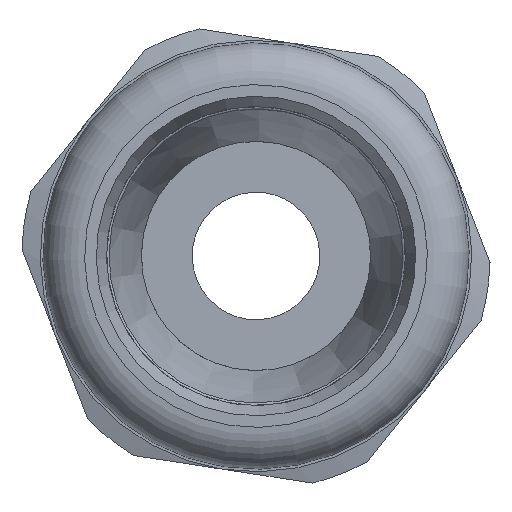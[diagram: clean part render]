
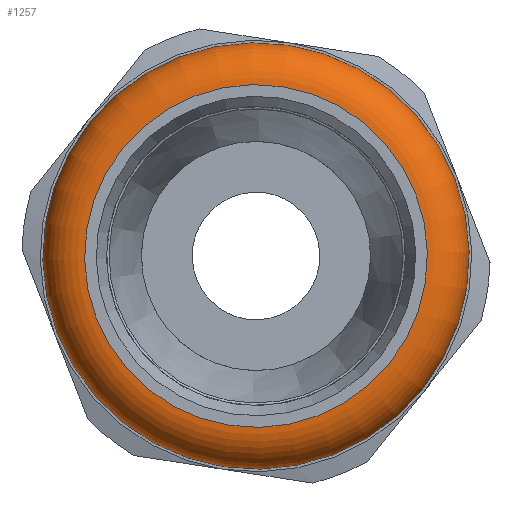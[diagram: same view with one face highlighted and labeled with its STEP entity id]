
A CAD part, left-side view. The second image highlights one B-rep face of the part: STEP entity #1257.
In plain terms, the highlighted toroidal (fillet/blend) face has major radius 14.295 mm and minor radius 3.49 mm.
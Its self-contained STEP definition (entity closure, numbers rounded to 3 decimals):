
#43=TOROIDAL_SURFACE('',#1430,14.295,3.49);
#214=FACE_BOUND('',#382,.T.);
#283=FACE_OUTER_BOUND('',#381,.T.);
#381=EDGE_LOOP('',(#1019));
#382=EDGE_LOOP('',(#1020));
#500=CIRCLE('',#1429,14.295);
#501=CIRCLE('',#1431,17.785);
#624=VERTEX_POINT('',#3652);
#625=VERTEX_POINT('',#3655);
#772=EDGE_CURVE('',#624,#624,#500,.T.);
#773=EDGE_CURVE('',#625,#625,#501,.T.);
#1019=ORIENTED_EDGE('',*,*,#773,.F.);
#1020=ORIENTED_EDGE('',*,*,#772,.T.);
#1257=ADVANCED_FACE('',(#283,#214),#43,.T.);
#1429=AXIS2_PLACEMENT_3D('',#3653,#1689,#1690);
#1430=AXIS2_PLACEMENT_3D('',#3654,#1691,#1692);
#1431=AXIS2_PLACEMENT_3D('',#3656,#1693,#1694);
#1689=DIRECTION('center_axis',(1.,0.,0.));
#1690=DIRECTION('ref_axis',(0.,0.,-1.));
#1691=DIRECTION('center_axis',(1.,0.,0.));
#1692=DIRECTION('ref_axis',(0.,0.,-1.));
#1693=DIRECTION('center_axis',(1.,0.,0.));
#1694=DIRECTION('ref_axis',(0.,0.,-1.));
#3652=CARTESIAN_POINT('',(-20.11,14.295,0.));
#3653=CARTESIAN_POINT('Origin',(-20.11,0.,0.));
#3654=CARTESIAN_POINT('Origin',(-16.62,0.,0.));
#3655=CARTESIAN_POINT('',(-16.62,17.785,0.));
#3656=CARTESIAN_POINT('Origin',(-16.62,0.,0.));
